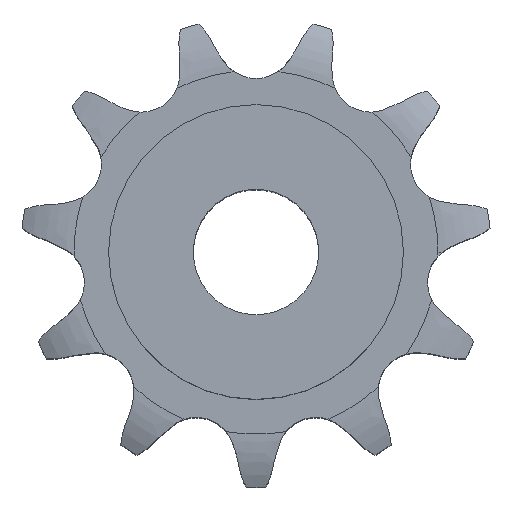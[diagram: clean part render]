
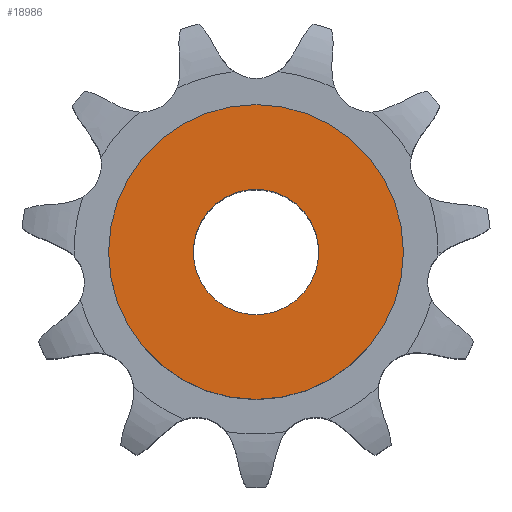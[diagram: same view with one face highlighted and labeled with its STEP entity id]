
A CAD part, top view. The second image highlights one B-rep face of the part: STEP entity #18986.
In plain terms, the highlighted planar face has unit normal (0, 0, 1).
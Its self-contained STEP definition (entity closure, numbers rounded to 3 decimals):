
#10310 = CYLINDRICAL_SURFACE('',#10311,10.);
#10311 = AXIS2_PLACEMENT_3D('',#10312,#10313,#10314);
#10312 = CARTESIAN_POINT('',(0.,0.,141.712));
#10313 = DIRECTION('',(0.,0.,1.));
#10314 = DIRECTION('',(1.,0.,0.));
#13055 = EDGE_CURVE('',#13056,#13056,#13058,.T.);
#13056 = VERTEX_POINT('',#13057);
#13057 = CARTESIAN_POINT('',(10.,0.,70.));
#13058 = SURFACE_CURVE('',#13059,(#13064,#13071),.PCURVE_S1.);
#13059 = CIRCLE('',#13060,10.);
#13060 = AXIS2_PLACEMENT_3D('',#13061,#13062,#13063);
#13061 = CARTESIAN_POINT('',(0.,0.,70.));
#13062 = DIRECTION('',(0.,0.,1.));
#13063 = DIRECTION('',(1.,0.,0.));
#13064 = PCURVE('',#10310,#13065);
#13065 = DEFINITIONAL_REPRESENTATION('',(#13066),#13070);
#13066 = LINE('',#13067,#13068);
#13067 = CARTESIAN_POINT('',(0.,-71.712));
#13068 = VECTOR('',#13069,1.);
#13069 = DIRECTION('',(1.,0.));
#13070 = ( GEOMETRIC_REPRESENTATION_CONTEXT(2) 
PARAMETRIC_REPRESENTATION_CONTEXT() REPRESENTATION_CONTEXT('2D SPACE',''
  ) );
#13071 = PCURVE('',#13072,#13077);
#13072 = PLANE('',#13073);
#13073 = AXIS2_PLACEMENT_3D('',#13074,#13075,#13076);
#13074 = CARTESIAN_POINT('',(0.,0.,70.)
  );
#13075 = DIRECTION('',(0.,0.,1.));
#13076 = DIRECTION('',(1.,0.,0.));
#13077 = DEFINITIONAL_REPRESENTATION('',(#13078),#13082);
#13078 = CIRCLE('',#13079,10.);
#13079 = AXIS2_PLACEMENT_2D('',#13080,#13081);
#13080 = CARTESIAN_POINT('',(0.,0.));
#13081 = DIRECTION('',(1.,0.));
#13082 = ( GEOMETRIC_REPRESENTATION_CONTEXT(2) 
PARAMETRIC_REPRESENTATION_CONTEXT() REPRESENTATION_CONTEXT('2D SPACE',''
  ) );
#18986 = ADVANCED_FACE('',(#18987,#19018),#13072,.T.);
#18987 = FACE_BOUND('',#18988,.T.);
#18988 = EDGE_LOOP('',(#18989));
#18989 = ORIENTED_EDGE('',*,*,#18990,.T.);
#18990 = EDGE_CURVE('',#18991,#18991,#18993,.T.);
#18991 = VERTEX_POINT('',#18992);
#18992 = CARTESIAN_POINT('',(23.5,0.,70.));
#18993 = SURFACE_CURVE('',#18994,(#18999,#19006),.PCURVE_S1.);
#18994 = CIRCLE('',#18995,23.5);
#18995 = AXIS2_PLACEMENT_3D('',#18996,#18997,#18998);
#18996 = CARTESIAN_POINT('',(0.,0.,70.));
#18997 = DIRECTION('',(0.,0.,1.));
#18998 = DIRECTION('',(1.,0.,0.));
#18999 = PCURVE('',#13072,#19000);
#19000 = DEFINITIONAL_REPRESENTATION('',(#19001),#19005);
#19001 = CIRCLE('',#19002,23.5);
#19002 = AXIS2_PLACEMENT_2D('',#19003,#19004);
#19003 = CARTESIAN_POINT('',(0.,0.));
#19004 = DIRECTION('',(1.,0.));
#19005 = ( GEOMETRIC_REPRESENTATION_CONTEXT(2) 
PARAMETRIC_REPRESENTATION_CONTEXT() REPRESENTATION_CONTEXT('2D SPACE',''
  ) );
#19006 = PCURVE('',#19007,#19012);
#19007 = CYLINDRICAL_SURFACE('',#19008,23.5);
#19008 = AXIS2_PLACEMENT_3D('',#19009,#19010,#19011);
#19009 = CARTESIAN_POINT('',(0.,0.,0.));
#19010 = DIRECTION('',(-0.,-0.,-1.));
#19011 = DIRECTION('',(1.,0.,0.));
#19012 = DEFINITIONAL_REPRESENTATION('',(#19013),#19017);
#19013 = LINE('',#19014,#19015);
#19014 = CARTESIAN_POINT('',(-0.,-70.));
#19015 = VECTOR('',#19016,1.);
#19016 = DIRECTION('',(-1.,0.));
#19017 = ( GEOMETRIC_REPRESENTATION_CONTEXT(2) 
PARAMETRIC_REPRESENTATION_CONTEXT() REPRESENTATION_CONTEXT('2D SPACE',''
  ) );
#19018 = FACE_BOUND('',#19019,.T.);
#19019 = EDGE_LOOP('',(#19020));
#19020 = ORIENTED_EDGE('',*,*,#13055,.F.);
